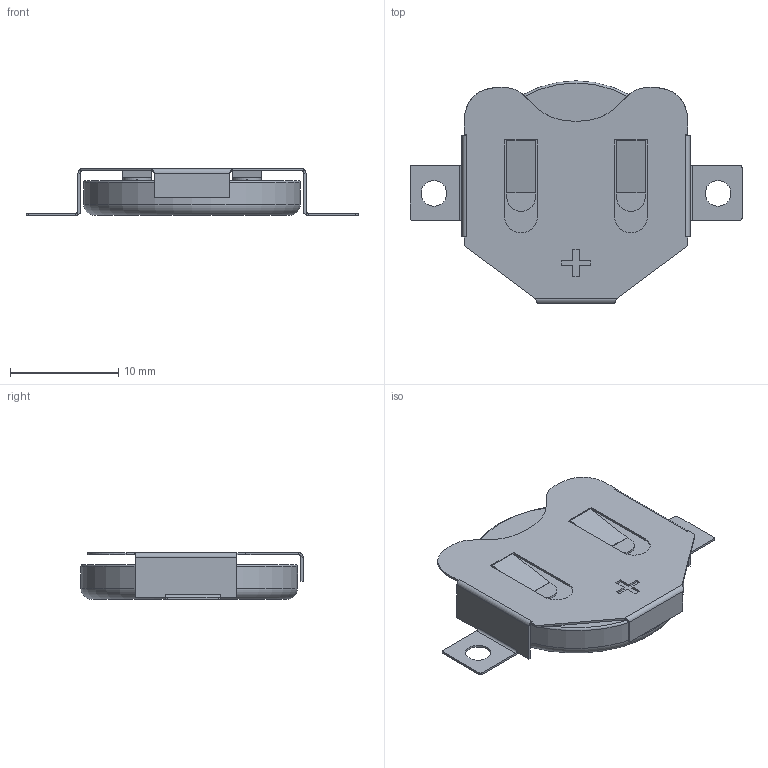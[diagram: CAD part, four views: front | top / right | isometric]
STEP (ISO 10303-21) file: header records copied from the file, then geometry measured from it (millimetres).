
FILE_DESCRIPTION(/* description */ (''),/* implementation_level */ '2;1');
FILE_NAME(/* name */ 'CR2032.step',/* time_stamp */ '2022-09-14T18:52:57-04:00',/* author */ (''),/* organization */ (''),/* preprocessor_version */ 'ST-DEVELOPER v19',/* originating_system */ 'Autodesk Translation Framework v11.7.0.108',/* authorisation */ '');
FILE_SCHEMA (('AUTOMOTIVE_DESIGN { 1 0 10303 214 3 1 1 }'));
Length unit declared in the file: millimetre
Products named in the file (1): CR2032
Bounding box: 30.65 x 20.52 x 4.3 mm (x, y, z)
Volume: 1083.3 mm3; surface area: 1755.7 mm2
Topology: 2 solids, 2 shells, 164 faces, 406 edges, 246 vertices
Faces by surface type: plane 127, cylinder 31, bspline 4, torus 2
Full cylindrical faces by diameter (mm): 2.363 x2, 20 x1
Entity records: 4961 total; most frequent: CARTESIAN_POINT 1033, ORIENTED_EDGE 812, DIRECTION 782, EDGE_CURVE 406, LINE 336, VECTOR 336, VERTEX_POINT 246, AXIS2_PLACEMENT_3D 223
